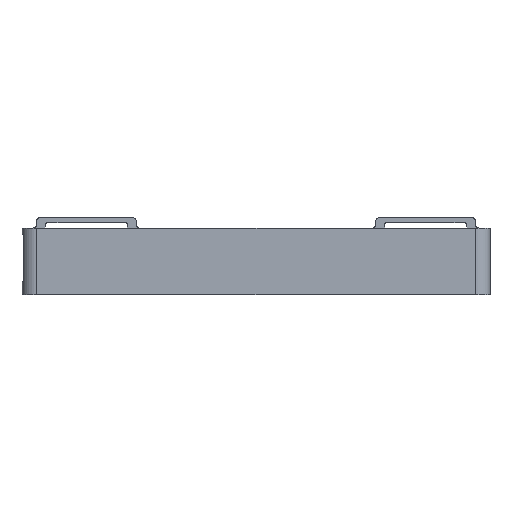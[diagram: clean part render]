
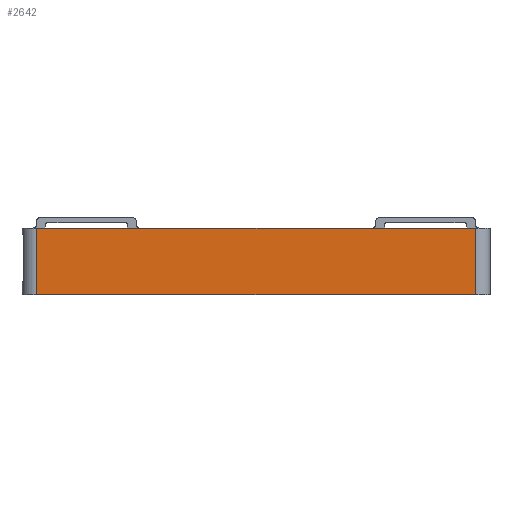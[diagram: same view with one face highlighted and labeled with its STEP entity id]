
A CAD part, front view. The second image highlights one B-rep face of the part: STEP entity #2642.
In plain terms, the highlighted planar face has unit normal (0, -1, 0).
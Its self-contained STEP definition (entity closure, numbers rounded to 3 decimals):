
#185 = CARTESIAN_POINT ( 'NONE',  ( 71.778, -42.303, -4.5 ) ) ;
#218 = EDGE_CURVE ( 'NONE', #822, #1329, #1167, .T. ) ;
#547 = EDGE_CURVE ( 'NONE', #1329, #862, #1416, .T. ) ;
#632 = ORIENTED_EDGE ( 'NONE', *, *, #547, .F. ) ;
#657 = DIRECTION ( 'NONE',  ( -1., 0., 0. ) ) ;
#705 = PLANE ( 'NONE',  #1077 ) ;
#715 = DIRECTION ( 'NONE',  ( 0., 1., 0. ) ) ;
#772 = EDGE_CURVE ( 'NONE', #822, #2185, #1556, .T. ) ;
#822 = VERTEX_POINT ( 'NONE', #2114 ) ;
#862 = VERTEX_POINT ( 'NONE', #185 ) ;
#1011 = CARTESIAN_POINT ( 'NONE',  ( -78.222, -42.303, 18.3 ) ) ;
#1063 = ORIENTED_EDGE ( 'NONE', *, *, #218, .F. ) ;
#1077 = AXIS2_PLACEMENT_3D ( 'NONE', #1567, #715, #2414 ) ;
#1167 = LINE ( 'NONE', #1011, #2204 ) ;
#1290 = CARTESIAN_POINT ( 'NONE',  ( 71.778, -42.303, -4.5 ) ) ;
#1329 = VERTEX_POINT ( 'NONE', #2153 ) ;
#1341 = CARTESIAN_POINT ( 'NONE',  ( -78.222, -42.303, 18.3 ) ) ;
#1399 = CARTESIAN_POINT ( 'NONE',  ( 71.778, -42.303, 18.3 ) ) ;
#1416 = LINE ( 'NONE', #1399, #1727 ) ;
#1523 = ORIENTED_EDGE ( 'NONE', *, *, #772, .T. ) ;
#1524 = LINE ( 'NONE', #1290, #2198 ) ;
#1556 = LINE ( 'NONE', #1341, #1595 ) ;
#1567 = CARTESIAN_POINT ( 'NONE',  ( -78.222, -42.303, 18.3 ) ) ;
#1595 = VECTOR ( 'NONE', #2191, 1000. ) ;
#1659 = DIRECTION ( 'NONE',  ( 1., 0., 0. ) ) ;
#1727 = VECTOR ( 'NONE', #2050, 1000. ) ;
#2050 = DIRECTION ( 'NONE',  ( 0., 0., -1. ) ) ;
#2112 = ORIENTED_EDGE ( 'NONE', *, *, #2806, .F. ) ;
#2114 = CARTESIAN_POINT ( 'NONE',  ( -78.222, -42.303, 18.3 ) ) ;
#2153 = CARTESIAN_POINT ( 'NONE',  ( 71.778, -42.303, 18.3 ) ) ;
#2185 = VERTEX_POINT ( 'NONE', #2569 ) ;
#2191 = DIRECTION ( 'NONE',  ( 0., 0., -1. ) ) ;
#2198 = VECTOR ( 'NONE', #657, 1000. ) ;
#2204 = VECTOR ( 'NONE', #1659, 1000. ) ;
#2414 = DIRECTION ( 'NONE',  ( 0., 0., 1. ) ) ;
#2442 = FACE_OUTER_BOUND ( 'NONE', #2459, .T. ) ;
#2459 = EDGE_LOOP ( 'NONE', ( #1523, #2112, #632, #1063 ) ) ;
#2569 = CARTESIAN_POINT ( 'NONE',  ( -78.222, -42.303, -4.5 ) ) ;
#2642 = ADVANCED_FACE ( 'NONE', ( #2442 ), #705, .F. ) ;
#2806 = EDGE_CURVE ( 'NONE', #862, #2185, #1524, .T. ) ;
